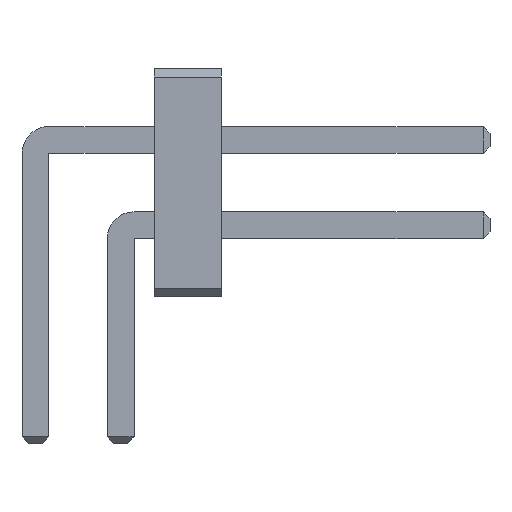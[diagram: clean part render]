
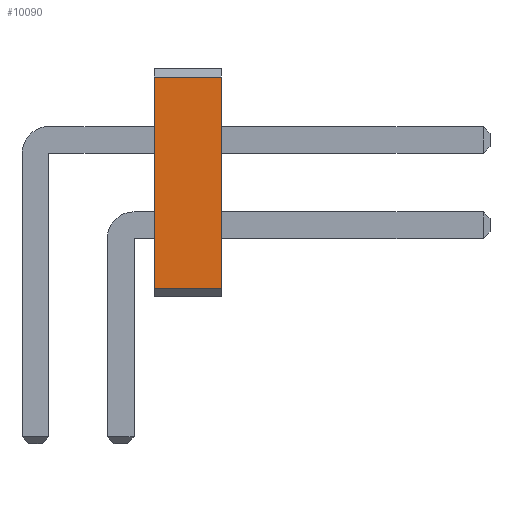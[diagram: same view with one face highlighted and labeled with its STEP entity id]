
A CAD part, front view. The second image highlights one B-rep face of the part: STEP entity #10090.
In plain terms, the highlighted planar face has unit normal (0, -1, 0).
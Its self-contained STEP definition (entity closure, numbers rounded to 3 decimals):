
#838 = VERTEX_POINT('',#839);
#839 = CARTESIAN_POINT('',(1.77,-37.465,3.273));
#845 = EDGE_CURVE('',#846,#838,#848,.T.);
#846 = VERTEX_POINT('',#847);
#847 = CARTESIAN_POINT('',(1.77,-37.465,0.127));
#848 = LINE('',#849,#850);
#849 = CARTESIAN_POINT('',(1.77,-37.465,0.127));
#850 = VECTOR('',#851,1.);
#851 = DIRECTION('',(0.,0.,1.));
#4319 = VERTEX_POINT('',#4320);
#4320 = CARTESIAN_POINT('',(2.77,-37.465,3.273));
#4326 = EDGE_CURVE('',#4327,#4319,#4329,.T.);
#4327 = VERTEX_POINT('',#4328);
#4328 = CARTESIAN_POINT('',(2.77,-37.465,0.127));
#4329 = LINE('',#4330,#4331);
#4330 = CARTESIAN_POINT('',(2.77,-37.465,0.127));
#4331 = VECTOR('',#4332,1.);
#4332 = DIRECTION('',(0.,0.,1.));
#10062 = EDGE_CURVE('',#846,#4327,#10063,.T.);
#10063 = LINE('',#10064,#10065);
#10064 = CARTESIAN_POINT('',(1.77,-37.465,0.127));
#10065 = VECTOR('',#10066,1.);
#10066 = DIRECTION('',(1.,0.,0.));
#10090 = ADVANCED_FACE('',(#10091),#10102,.T.);
#10091 = FACE_BOUND('',#10092,.T.);
#10092 = EDGE_LOOP('',(#10093,#10094,#10095,#10101));
#10093 = ORIENTED_EDGE('',*,*,#10062,.T.);
#10094 = ORIENTED_EDGE('',*,*,#4326,.T.);
#10095 = ORIENTED_EDGE('',*,*,#10096,.F.);
#10096 = EDGE_CURVE('',#838,#4319,#10097,.T.);
#10097 = LINE('',#10098,#10099);
#10098 = CARTESIAN_POINT('',(1.77,-37.465,3.273));
#10099 = VECTOR('',#10100,1.);
#10100 = DIRECTION('',(1.,0.,0.));
#10101 = ORIENTED_EDGE('',*,*,#845,.F.);
#10102 = PLANE('',#10103);
#10103 = AXIS2_PLACEMENT_3D('',#10104,#10105,#10106);
#10104 = CARTESIAN_POINT('',(1.77,-37.465,0.127));
#10105 = DIRECTION('',(0.,-1.,0.));
#10106 = DIRECTION('',(0.,0.,1.));
